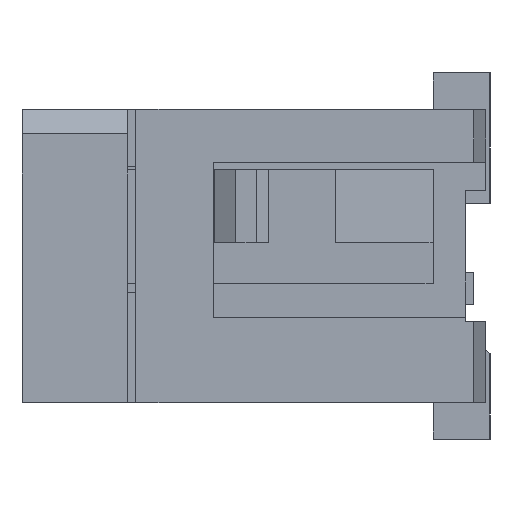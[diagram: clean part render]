
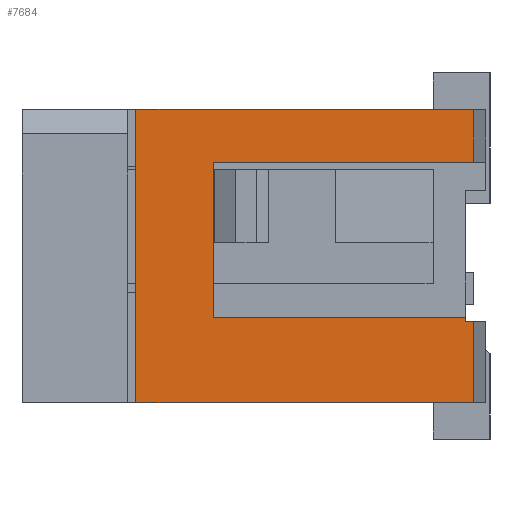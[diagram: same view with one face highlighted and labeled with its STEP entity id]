
A CAD part, left-side view. The second image highlights one B-rep face of the part: STEP entity #7684.
In plain terms, the highlighted planar face has unit normal (-1, 0, 0).
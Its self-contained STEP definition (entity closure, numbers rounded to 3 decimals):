
#1=DIRECTION('',(0.,0.,-1.));
#2=VECTOR('',#1,3.6);
#3=CARTESIAN_POINT('',(-7.925,4.3,1.8));
#4=LINE('',#3,#2);
#5=DIRECTION('',(0.,-1.,0.));
#6=VECTOR('',#5,4.15);
#7=CARTESIAN_POINT('',(-7.925,4.3,1.8));
#8=LINE('',#7,#6);
#9=DIRECTION('',(0.,0.,-1.));
#10=VECTOR('',#9,0.65);
#11=CARTESIAN_POINT('',(-7.925,0.15,1.8));
#12=LINE('',#11,#10);
#13=DIRECTION('',(0.,1.,0.));
#14=VECTOR('',#13,3.2);
#15=CARTESIAN_POINT('',(-7.925,0.15,1.15));
#16=LINE('',#15,#14);
#17=DIRECTION('',(0.,0.,-1.));
#18=VECTOR('',#17,1.9);
#19=CARTESIAN_POINT('',(-7.925,3.35,1.15));
#20=LINE('',#19,#18);
#21=DIRECTION('',(0.,1.,0.));
#22=VECTOR('',#21,3.1);
#23=CARTESIAN_POINT('',(-7.925,0.25,-0.75));
#24=LINE('',#23,#22);
#25=DIRECTION('',(0.,0.,-1.));
#26=VECTOR('',#25,0.05);
#27=CARTESIAN_POINT('',(-7.925,0.25,-0.75));
#28=LINE('',#27,#26);
#29=DIRECTION('',(0.,-1.,0.));
#30=VECTOR('',#29,0.1);
#31=CARTESIAN_POINT('',(-7.925,0.25,-0.8));
#32=LINE('',#31,#30);
#33=DIRECTION('',(0.,0.,-1.));
#34=VECTOR('',#33,1.);
#35=CARTESIAN_POINT('',(-7.925,0.15,-0.8));
#36=LINE('',#35,#34);
#37=DIRECTION('',(0.,1.,0.));
#38=VECTOR('',#37,4.15);
#39=CARTESIAN_POINT('',(-7.925,0.15,-1.8));
#40=LINE('',#39,#38);
#5795=CARTESIAN_POINT('',(-7.925,4.3,1.8));
#5796=CARTESIAN_POINT('',(-7.925,4.3,-1.8));
#5797=VERTEX_POINT('',#5795);
#5798=VERTEX_POINT('',#5796);
#5807=CARTESIAN_POINT('',(-7.925,0.15,1.8));
#5808=VERTEX_POINT('',#5807);
#5815=CARTESIAN_POINT('',(-7.925,0.15,-1.8));
#5816=VERTEX_POINT('',#5815);
#5879=CARTESIAN_POINT('',(-7.925,0.15,1.15));
#5880=VERTEX_POINT('',#5879);
#5881=CARTESIAN_POINT('',(-7.925,0.15,-0.8));
#5882=VERTEX_POINT('',#5881);
#5903=CARTESIAN_POINT('',(-7.925,0.25,-0.8));
#5904=VERTEX_POINT('',#5903);
#6027=CARTESIAN_POINT('',(-7.925,3.35,1.15));
#6028=CARTESIAN_POINT('',(-7.925,3.35,-0.75));
#6029=VERTEX_POINT('',#6027);
#6030=VERTEX_POINT('',#6028);
#6031=CARTESIAN_POINT('',(-7.925,0.25,-0.75));
#6032=VERTEX_POINT('',#6031);
#7657=CARTESIAN_POINT('',(-7.925,0.,0.));
#7658=DIRECTION('',(1.,0.,0.));
#7659=DIRECTION('',(0.,-1.,0.));
#7660=AXIS2_PLACEMENT_3D('',#7657,#7658,#7659);
#7661=PLANE('',#7660);
#7663=ORIENTED_EDGE('',*,*,#7662,.F.);
#7665=ORIENTED_EDGE('',*,*,#7664,.T.);
#7667=ORIENTED_EDGE('',*,*,#7666,.T.);
#7669=ORIENTED_EDGE('',*,*,#7668,.T.);
#7671=ORIENTED_EDGE('',*,*,#7670,.T.);
#7673=ORIENTED_EDGE('',*,*,#7672,.F.);
#7675=ORIENTED_EDGE('',*,*,#7674,.T.);
#7677=ORIENTED_EDGE('',*,*,#7676,.T.);
#7679=ORIENTED_EDGE('',*,*,#7678,.T.);
#7681=ORIENTED_EDGE('',*,*,#7680,.T.);
#7682=EDGE_LOOP('',(#7663,#7665,#7667,#7669,#7671,#7673,#7675,#7677,#7679,
#7681));
#7683=FACE_OUTER_BOUND('',#7682,.F.);
#7684=ADVANCED_FACE('',(#7683),#7661,.F.);
#7662=EDGE_CURVE('',#5797,#5798,#4,.T.);
#7664=EDGE_CURVE('',#5797,#5808,#8,.T.);
#7666=EDGE_CURVE('',#5808,#5880,#12,.T.);
#7668=EDGE_CURVE('',#5880,#6029,#16,.T.);
#7670=EDGE_CURVE('',#6029,#6030,#20,.T.);
#7672=EDGE_CURVE('',#6032,#6030,#24,.T.);
#7674=EDGE_CURVE('',#6032,#5904,#28,.T.);
#7676=EDGE_CURVE('',#5904,#5882,#32,.T.);
#7678=EDGE_CURVE('',#5882,#5816,#36,.T.);
#7680=EDGE_CURVE('',#5816,#5798,#40,.T.);
